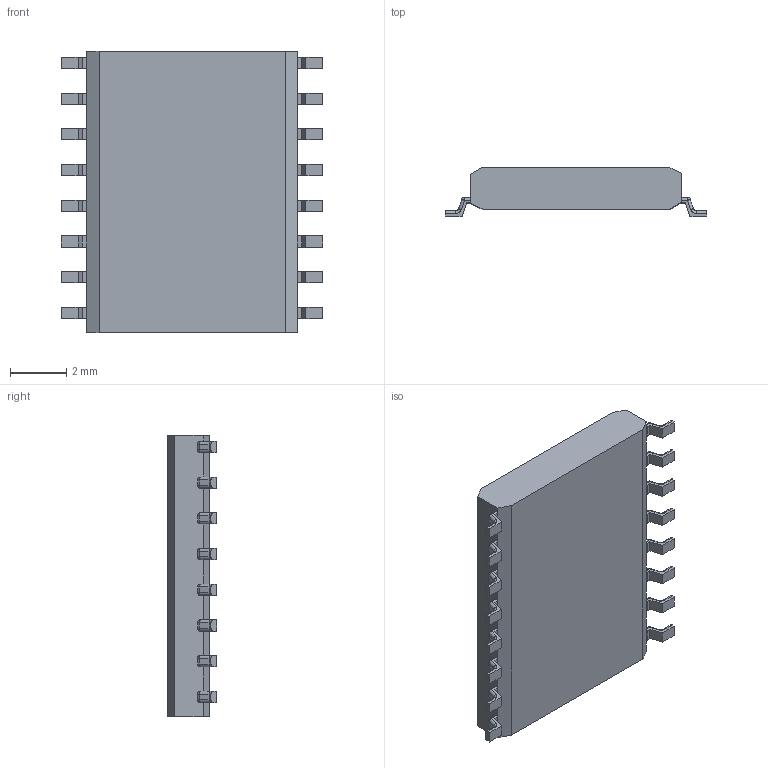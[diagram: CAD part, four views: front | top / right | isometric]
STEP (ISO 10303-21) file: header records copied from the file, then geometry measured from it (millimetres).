
FILE_DESCRIPTION (( 'STEP AP214' ), '1' );
FILE_NAME ('EDE5742D-D6B5-442C-AECB-30CF18979847.STEP', '2008-06-20T06:57:54', ( 'sysAdmin' ), ( 'SolidWorks' ), 'SwSTEP 2.0', 'SolidWorks 2008', '' );
FILE_SCHEMA (( 'AUTOMOTIVE_DESIGN' ));
Length unit declared in the file: millimetre
Products named in the file (1): EDE5742D-D6B5-442C-AECB-30CF18979847
Bounding box: 9.3 x 1.75 x 10 mm (x, y, z)
Volume: 111.7 mm3; surface area: 217.4 mm2
Topology: 1 solids, 1 shells, 357 faces, 905 edges, 518 vertices
Faces by surface type: plane 163, cylinder 130, sphere 32, torus 32
Entity records: 11437 total; most frequent: DIRECTION 1881, CARTESIAN_POINT 1749, ORIENTED_EDGE 1746, EDGE_CURVE 873, AXIS2_PLACEMENT_3D 650, VECTOR 581, LINE 581, VERTEX_POINT 518
